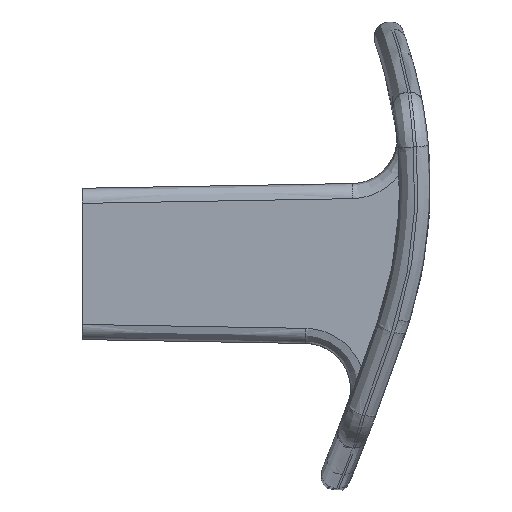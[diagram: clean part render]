
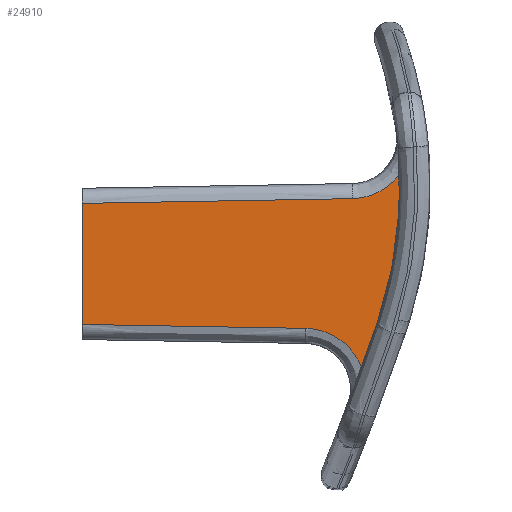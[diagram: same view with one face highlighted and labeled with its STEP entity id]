
A CAD part, left-side view. The second image highlights one B-rep face of the part: STEP entity #24910.
In plain terms, the highlighted face is planar.
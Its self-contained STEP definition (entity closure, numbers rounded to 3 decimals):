
#3480=CARTESIAN_POINT('',(-70.745,-3.544,
-131.21));
#3490=VERTEX_POINT('',#3480);
#3520=CARTESIAN_POINT('',(-73.469,-159.593,
-74.6));
#3530=DIRECTION('',(-1.,0.017,0.));
#3540=DIRECTION('',(0.017,1.,0.));
#3550=AXIS2_PLACEMENT_3D('',#3520,#3530,#3540);
#3560=ELLIPSE('',#3550,166.025,166.);
#3570=CARTESIAN_POINT('',(-70.727,-2.505,
-128.258));
#3580=VERTEX_POINT('',#3570);
#3590=EDGE_CURVE('',#3580,#3490,#3560,.T.);
#11170=CARTESIAN_POINT('',(-71.19,-29.002,
-119.207));
#11180=DIRECTION('',(-1.,0.017,0.));
#11190=DIRECTION('',(0.017,1.,0.));
#11200=AXIS2_PLACEMENT_3D('',#11170,#11180,#11190);
#11210=ELLIPSE('',#11200,28.004,28.);
#11220=CARTESIAN_POINT('',(-70.701,-1.012,
-118.444));
#11230=VERTEX_POINT('',#11220);
#11240=EDGE_CURVE('',#11230,#3580,#11210,.T.);
#14230=CARTESIAN_POINT('',(-71.067,-22.002,
-120.364));
#14240=VERTEX_POINT('',#14230);
#14270=CARTESIAN_POINT('',(-71.067,-22.002,
-125.339));
#14280=DIRECTION('',(0.,0.,1.));
#14290=VECTOR('',#14280,1.);
#14300=LINE('',#14270,#14290);
#14310=CARTESIAN_POINT('',(-71.067,-22.002,
-128.364));
#14320=VERTEX_POINT('',#14310);
#14330=EDGE_CURVE('',#14320,#14240,#14300,.T.);
#24270=CARTESIAN_POINT('',(-71.073,-22.333,
-125.339));
#24280=DIRECTION('',(-1.,0.017,0.));
#24290=DIRECTION('',(0.017,1.,0.));
#24300=AXIS2_PLACEMENT_3D('',#24270,#24280,#24290);
#24310=PLANE('',#24300);
#24320=CARTESIAN_POINT('',(-70.692,-0.52,
-117.576));
#24330=CARTESIAN_POINT('',(-70.693,-0.557,
-117.665));
#24340=CARTESIAN_POINT('',(-70.694,-0.597,
-117.753));
#24350=CARTESIAN_POINT('',(-70.697,-0.788,
-118.136));
#24360=CARTESIAN_POINT('',(-70.7,-0.971,
-118.412));
#24370=CARTESIAN_POINT('',(-70.708,-1.403,
-118.913));
#24380=CARTESIAN_POINT('',(-70.712,-1.648,
-119.135));
#24390=CARTESIAN_POINT('',(-70.722,-2.189,
-119.515));
#24400=CARTESIAN_POINT('',(-70.727,-2.482,
-119.671));
#24410=CARTESIAN_POINT('',(-70.737,-3.099,
-119.907));
#24420=CARTESIAN_POINT('',(-70.743,-3.421,
-119.986));
#24430=CARTESIAN_POINT('',(-70.75,-3.828,
-120.035));
#24440=CARTESIAN_POINT('',(-70.752,-3.908,
-120.042));
#24450=CARTESIAN_POINT('',(-70.754,-4.041,
-120.049));
#24460=CARTESIAN_POINT('',(-70.755,-4.095,
-120.051));
#24470=CARTESIAN_POINT('',(-70.756,-4.149,
-120.052));
#24480=B_SPLINE_CURVE_WITH_KNOTS('',3,(#24320,#24330,#24340,#24350,
#24360,#24370,#24380,#24390,#24400,#24410,#24420,#24430,#24440,#24450,
#24460,#24470),.UNSPECIFIED.,.F.,.F.,(4,2,2,2,2,2,2,4),(4.077
,4.331,5.197,6.063,6.929,
7.796,8.005,8.147),.UNSPECIFIED.);
#24490=CARTESIAN_POINT('',(-70.756,-4.149,
-120.052));
#24500=VERTEX_POINT('',#24490);
#24510=EDGE_CURVE('',#11230,#24500,#24480,.T.);
#24520=ORIENTED_EDGE('',*,*,#24510,.T.);
#24530=ORIENTED_EDGE('',*,*,#11240,.F.);
#24540=ORIENTED_EDGE('',*,*,#3590,.F.);
#24550=CARTESIAN_POINT('',(-70.809,-7.217,
-128.622));
#24560=CARTESIAN_POINT('',(-70.808,-7.164,
-128.623));
#24570=CARTESIAN_POINT('',(-70.807,-7.11,
-128.625));
#24580=CARTESIAN_POINT('',(-70.802,-6.819,
-128.642));
#24590=CARTESIAN_POINT('',(-70.798,-6.583,
-128.677));
#24600=CARTESIAN_POINT('',(-70.789,-6.03,
-128.81));
#24610=CARTESIAN_POINT('',(-70.783,-5.72,
-128.927));
#24620=CARTESIAN_POINT('',(-70.773,-5.135,
-129.234));
#24630=CARTESIAN_POINT('',(-70.768,-4.863,
-129.423));
#24640=CARTESIAN_POINT('',(-70.76,-4.371,
-129.864));
#24650=CARTESIAN_POINT('',(-70.756,-4.153,
-130.115));
#24660=CARTESIAN_POINT('',(-70.749,-3.784,
-130.663));
#24670=CARTESIAN_POINT('',(-70.747,-3.634,
-130.959));
#24680=CARTESIAN_POINT('',(-70.743,-3.417,
-131.564));
#24690=CARTESIAN_POINT('',(-70.742,-3.346,
-131.87));
#24700=CARTESIAN_POINT('',(-70.741,-3.312,
-132.18));
#24710=B_SPLINE_CURVE_WITH_KNOTS('',3,(#24550,#24560,#24570,#24580,
#24590,#24600,#24610,#24620,#24630,#24640,#24650,#24660,#24670,#24680,
#24690,#24700),.UNSPECIFIED.,.F.,.F.,(4,2,2,2,2,2,2,4),(0.,
0.141,0.766,1.632,2.498,
3.364,4.231,5.05),.UNSPECIFIED.);
#24720=CARTESIAN_POINT('',(-70.809,-7.217,
-128.622));
#24730=VERTEX_POINT('',#24720);
#24740=EDGE_CURVE('',#24730,#3490,#24710,.T.);
#24750=ORIENTED_EDGE('',*,*,#24740,.T.);
#24760=CARTESIAN_POINT('',(-70.882,-11.409,
-128.549));
#24770=DIRECTION('',(-0.017,-1.,
0.017));
#24780=VECTOR('',#24770,1.);
#24790=LINE('',#24760,#24780);
#24800=EDGE_CURVE('',#24730,#14320,#24790,.T.);
#24810=ORIENTED_EDGE('',*,*,#24800,.F.);
#24820=ORIENTED_EDGE('',*,*,#14330,.F.);
#24830=CARTESIAN_POINT('',(-70.882,-11.409,
-120.179));
#24840=DIRECTION('',(0.017,1.,
0.017));
#24850=VECTOR('',#24840,1.);
#24860=LINE('',#24830,#24850);
#24870=EDGE_CURVE('',#14240,#24500,#24860,.T.);
#24880=ORIENTED_EDGE('',*,*,#24870,.F.);
#24890=EDGE_LOOP('',(#24880,#24820,#24810,#24750,#24540,#24530,#24520));
#24900=FACE_OUTER_BOUND('',#24890,.T.);
#24910=ADVANCED_FACE('',(#24900),#24310,.F.);
